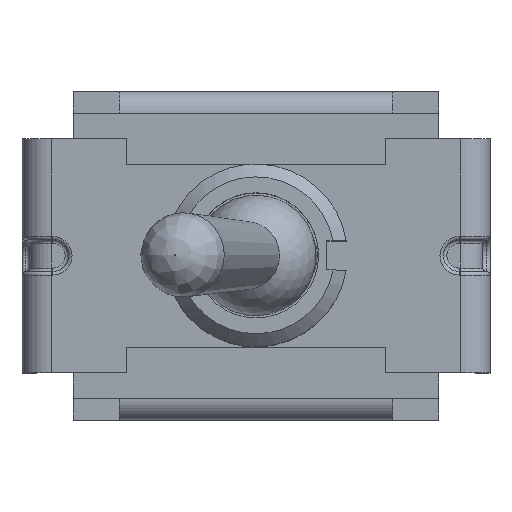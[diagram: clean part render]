
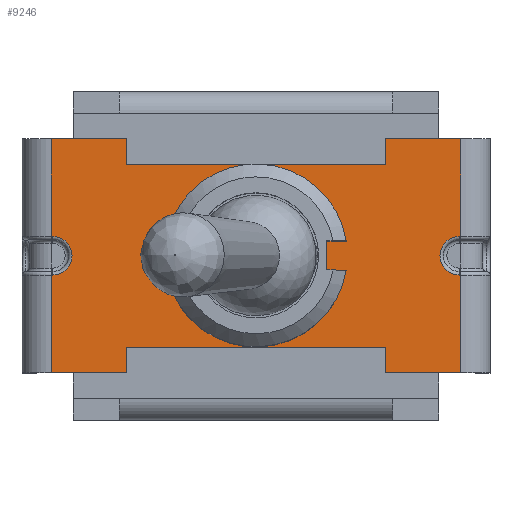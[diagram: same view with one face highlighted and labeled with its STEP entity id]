
A CAD part, top view. The second image highlights one B-rep face of the part: STEP entity #9246.
In plain terms, the highlighted planar face has unit normal (0, 0, 1).
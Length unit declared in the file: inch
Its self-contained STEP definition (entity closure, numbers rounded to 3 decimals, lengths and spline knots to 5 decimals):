
#98=FACE_BOUND('',#1429,.T.);
#367=PLANE('',#10102);
#888=FACE_OUTER_BOUND('',#1428,.T.);
#1428=EDGE_LOOP('',(#8210,#8211,#8212,#8213,#8214,#8215,#8216,#8217,#8218,
#8219,#8220,#8221,#8222,#8223,#8224,#8225,#8226,#8227,#8228,#8229));
#1429=EDGE_LOOP('',(#8230,#8231,#8232,#8233));
#1702=CIRCLE('',#9915,0.02638);
#1759=CIRCLE('',#10026,0.02638);
#1779=CIRCLE('',#10103,0.125);
#2363=LINE('',#14375,#3365);
#2424=LINE('',#14559,#3426);
#2445=LINE('',#14686,#3447);
#2450=LINE('',#14706,#3452);
#2451=LINE('',#14713,#3453);
#2475=LINE('',#14795,#3477);
#2497=LINE('',#14959,#3499);
#2520=LINE('',#15021,#3522);
#2521=LINE('',#15032,#3523);
#2532=LINE('',#15054,#3534);
#2536=LINE('',#15060,#3538);
#2538=LINE('',#15064,#3540);
#2541=LINE('',#15070,#3543);
#2543=LINE('',#15073,#3545);
#2544=LINE('',#15075,#3546);
#2545=LINE('',#15078,#3547);
#2548=LINE('',#15083,#3550);
#2549=LINE('',#15085,#3551);
#2590=LINE('',#15204,#3592);
#2591=LINE('',#15206,#3593);
#2592=LINE('',#15208,#3594);
#3365=VECTOR('',#11656,0.3937);
#3426=VECTOR('',#11815,0.3937);
#3447=VECTOR('',#11952,0.3937);
#3452=VECTOR('',#11977,0.3937);
#3453=VECTOR('',#11988,0.3937);
#3477=VECTOR('',#12084,0.3937);
#3499=VECTOR('',#12210,0.3937);
#3522=VECTOR('',#12265,0.3937);
#3523=VECTOR('',#12284,0.3937);
#3534=VECTOR('',#12315,0.3937);
#3538=VECTOR('',#12321,0.3937);
#3540=VECTOR('',#12325,0.3937);
#3543=VECTOR('',#12330,0.3937);
#3545=VECTOR('',#12334,0.3937);
#3546=VECTOR('',#12337,0.3937);
#3547=VECTOR('',#12340,0.3937);
#3550=VECTOR('',#12345,0.3937);
#3551=VECTOR('',#12348,0.3937);
#3592=VECTOR('',#12497,0.3937);
#3593=VECTOR('',#12498,0.3937);
#3594=VECTOR('',#12499,0.3937);
#4305=VERTEX_POINT('',#14364);
#4309=VERTEX_POINT('',#14373);
#4382=VERTEX_POINT('',#14555);
#4383=VERTEX_POINT('',#14557);
#4410=VERTEX_POINT('',#14683);
#4411=VERTEX_POINT('',#14685);
#4416=VERTEX_POINT('',#14705);
#4417=VERTEX_POINT('',#14709);
#4437=VERTEX_POINT('',#14789);
#4439=VERTEX_POINT('',#14793);
#4472=VERTEX_POINT('',#14956);
#4496=VERTEX_POINT('',#15020);
#4497=VERTEX_POINT('',#15026);
#4498=VERTEX_POINT('',#15052);
#4499=VERTEX_POINT('',#15057);
#4500=VERTEX_POINT('',#15062);
#4501=VERTEX_POINT('',#15067);
#4502=VERTEX_POINT('',#15069);
#4503=VERTEX_POINT('',#15077);
#4504=VERTEX_POINT('',#15081);
#4527=VERTEX_POINT('',#15202);
#4528=VERTEX_POINT('',#15203);
#4529=VERTEX_POINT('',#15205);
#4530=VERTEX_POINT('',#15207);
#5406=EDGE_CURVE('',#4309,#4305,#2363,.T.);
#5497=EDGE_CURVE('',#4382,#4383,#2424,.T.);
#5551=EDGE_CURVE('',#4411,#4410,#2445,.T.);
#5561=EDGE_CURVE('',#4382,#4416,#2450,.T.);
#5563=EDGE_CURVE('',#4416,#4417,#1702,.T.);
#5565=EDGE_CURVE('',#4417,#4410,#2451,.T.);
#5605=EDGE_CURVE('',#4437,#4439,#2475,.T.);
#5662=EDGE_CURVE('',#4309,#4472,#2497,.T.);
#5694=EDGE_CURVE('',#4437,#4496,#2520,.T.);
#5697=EDGE_CURVE('',#4496,#4497,#1759,.T.);
#5700=EDGE_CURVE('',#4497,#4472,#2521,.T.);
#5711=EDGE_CURVE('',#4498,#4439,#2532,.T.);
#5715=EDGE_CURVE('',#4411,#4499,#2536,.T.);
#5717=EDGE_CURVE('',#4500,#4383,#2538,.T.);
#5720=EDGE_CURVE('',#4502,#4501,#2541,.T.);
#5722=EDGE_CURVE('',#4501,#4499,#2543,.T.);
#5723=EDGE_CURVE('',#4498,#4502,#2544,.T.);
#5724=EDGE_CURVE('',#4503,#4305,#2545,.T.);
#5727=EDGE_CURVE('',#4500,#4504,#2548,.T.);
#5728=EDGE_CURVE('',#4504,#4503,#2549,.T.);
#5786=EDGE_CURVE('',#4527,#4528,#2590,.T.);
#5787=EDGE_CURVE('',#4528,#4529,#2591,.T.);
#5788=EDGE_CURVE('',#4529,#4530,#2592,.T.);
#5789=EDGE_CURVE('',#4530,#4527,#1779,.T.);
#8210=ORIENTED_EDGE('',*,*,#5727,.T.);
#8211=ORIENTED_EDGE('',*,*,#5728,.T.);
#8212=ORIENTED_EDGE('',*,*,#5724,.T.);
#8213=ORIENTED_EDGE('',*,*,#5406,.F.);
#8214=ORIENTED_EDGE('',*,*,#5662,.T.);
#8215=ORIENTED_EDGE('',*,*,#5700,.F.);
#8216=ORIENTED_EDGE('',*,*,#5697,.F.);
#8217=ORIENTED_EDGE('',*,*,#5694,.F.);
#8218=ORIENTED_EDGE('',*,*,#5605,.T.);
#8219=ORIENTED_EDGE('',*,*,#5711,.F.);
#8220=ORIENTED_EDGE('',*,*,#5723,.T.);
#8221=ORIENTED_EDGE('',*,*,#5720,.T.);
#8222=ORIENTED_EDGE('',*,*,#5722,.T.);
#8223=ORIENTED_EDGE('',*,*,#5715,.F.);
#8224=ORIENTED_EDGE('',*,*,#5551,.T.);
#8225=ORIENTED_EDGE('',*,*,#5565,.F.);
#8226=ORIENTED_EDGE('',*,*,#5563,.F.);
#8227=ORIENTED_EDGE('',*,*,#5561,.F.);
#8228=ORIENTED_EDGE('',*,*,#5497,.T.);
#8229=ORIENTED_EDGE('',*,*,#5717,.F.);
#8230=ORIENTED_EDGE('',*,*,#5786,.T.);
#8231=ORIENTED_EDGE('',*,*,#5787,.T.);
#8232=ORIENTED_EDGE('',*,*,#5788,.T.);
#8233=ORIENTED_EDGE('',*,*,#5789,.T.);
#9246=ADVANCED_FACE('',(#888,#98),#367,.T.);
#9915=AXIS2_PLACEMENT_3D('',#14710,#11982,#11983);
#10026=AXIS2_PLACEMENT_3D('',#15027,#12274,#12275);
#10102=AXIS2_PLACEMENT_3D('',#15201,#12495,#12496);
#10103=AXIS2_PLACEMENT_3D('',#15209,#12500,#12501);
#11656=DIRECTION('',(-1.,0.,0.));
#11815=DIRECTION('',(0.,-1.,0.));
#11952=DIRECTION('',(0.,-1.,0.));
#11977=DIRECTION('',(1.,0.,0.));
#11982=DIRECTION('center_axis',(0.,0.,
1.));
#11983=DIRECTION('ref_axis',(1.,0.,0.));
#11988=DIRECTION('',(-1.,0.,0.));
#12084=DIRECTION('',(0.,1.,0.));
#12210=DIRECTION('',(0.,1.,0.));
#12265=DIRECTION('',(-1.,0.,0.));
#12274=DIRECTION('center_axis',(0.,0.,
1.));
#12275=DIRECTION('ref_axis',(-1.,0.,0.));
#12284=DIRECTION('',(1.,0.,0.));
#12315=DIRECTION('',(1.,0.,0.));
#12321=DIRECTION('',(1.,0.,0.));
#12325=DIRECTION('',(-1.,0.,0.));
#12330=DIRECTION('',(-1.,0.,0.));
#12334=DIRECTION('',(0.,1.,0.));
#12337=DIRECTION('',(0.,-1.,0.));
#12340=DIRECTION('',(0.,-1.,0.));
#12345=DIRECTION('',(0.,1.,0.));
#12348=DIRECTION('',(1.,0.,0.));
#12495=DIRECTION('center_axis',(0.,0.,
1.));
#12496=DIRECTION('ref_axis',(-1.,0.,0.));
#12497=DIRECTION('',(-1.,0.,0.));
#12498=DIRECTION('',(0.,-1.,0.));
#12499=DIRECTION('',(1.,0.,0.));
#12500=DIRECTION('center_axis',(0.,0.,
-1.));
#12501=DIRECTION('ref_axis',(0.987,0.161,0.));
#14364=CARTESIAN_POINT('',(0.17717,-0.16004,0.37008));
#14373=CARTESIAN_POINT('',(0.27992,-0.16004,0.37008));
#14375=CARTESIAN_POINT('',(0.32008,-0.16004,0.37008));
#14555=CARTESIAN_POINT('',(-0.27992,-0.02638,0.37008));
#14557=CARTESIAN_POINT('',(-0.27992,-0.16004,0.37008));
#14559=CARTESIAN_POINT('',(-0.27992,0.08002,0.37008));
#14683=CARTESIAN_POINT('',(-0.27992,0.02638,0.37008));
#14685=CARTESIAN_POINT('',(-0.27992,0.16004,0.37008));
#14686=CARTESIAN_POINT('',(-0.27992,0.08002,0.37008));
#14705=CARTESIAN_POINT('',(-0.27795,-0.02638,0.37008));
#14706=CARTESIAN_POINT('',(-0.16004,-0.02638,0.37008));
#14709=CARTESIAN_POINT('',(-0.27795,0.02638,0.37008));
#14710=CARTESIAN_POINT('Origin',(-0.27795,0.,
0.37008));
#14713=CARTESIAN_POINT('',(-0.16004,0.02638,0.37008));
#14789=CARTESIAN_POINT('',(0.27992,0.02638,0.37008));
#14793=CARTESIAN_POINT('',(0.27992,0.16004,0.37008));
#14795=CARTESIAN_POINT('',(0.27992,-0.08002,0.37008));
#14956=CARTESIAN_POINT('',(0.27992,-0.02638,0.37008));
#14959=CARTESIAN_POINT('',(0.27992,-0.08002,0.37008));
#15020=CARTESIAN_POINT('',(0.27795,0.02638,0.37008));
#15021=CARTESIAN_POINT('',(0.16004,0.02638,0.37008));
#15026=CARTESIAN_POINT('',(0.27795,-0.02638,0.37008));
#15027=CARTESIAN_POINT('Origin',(0.27795,0.,
0.37008));
#15032=CARTESIAN_POINT('',(0.16004,-0.02638,0.37008));
#15052=CARTESIAN_POINT('',(0.17717,0.16004,0.37008));
#15054=CARTESIAN_POINT('',(-0.32008,0.16004,0.37008));
#15057=CARTESIAN_POINT('',(-0.17717,0.16004,0.37008));
#15060=CARTESIAN_POINT('',(-0.32008,0.16004,0.37008));
#15062=CARTESIAN_POINT('',(-0.17717,-0.16004,0.37008));
#15064=CARTESIAN_POINT('',(0.32008,-0.16004,0.37008));
#15067=CARTESIAN_POINT('',(-0.17717,0.12539,0.37008));
#15069=CARTESIAN_POINT('',(0.17717,0.12539,0.37008));
#15070=CARTESIAN_POINT('',(-0.08858,0.12539,0.37008));
#15073=CARTESIAN_POINT('',(-0.17717,0.08002,0.37008));
#15075=CARTESIAN_POINT('',(0.17717,0.0627,0.37008));
#15077=CARTESIAN_POINT('',(0.17717,-0.12539,0.37008));
#15078=CARTESIAN_POINT('',(0.17717,-0.08002,0.37008));
#15081=CARTESIAN_POINT('',(-0.17717,-0.12539,0.37008));
#15083=CARTESIAN_POINT('',(-0.17717,-0.0627,0.37008));
#15085=CARTESIAN_POINT('',(0.08858,-0.12539,0.37008));
#15201=CARTESIAN_POINT('Origin',(0.,0.,
0.37008));
#15202=CARTESIAN_POINT('',(0.12338,0.02008,0.37008));
#15203=CARTESIAN_POINT('',(0.09705,0.02008,0.37008));
#15204=CARTESIAN_POINT('',(0.06169,0.02008,0.37008));
#15205=CARTESIAN_POINT('',(0.09705,-0.02008,0.37008));
#15206=CARTESIAN_POINT('',(0.09705,0.01004,0.37008));
#15207=CARTESIAN_POINT('',(0.12338,-0.02008,0.37008));
#15208=CARTESIAN_POINT('',(0.04852,-0.02008,0.37008));
#15209=CARTESIAN_POINT('Origin',(0.,0.,
0.37008));
